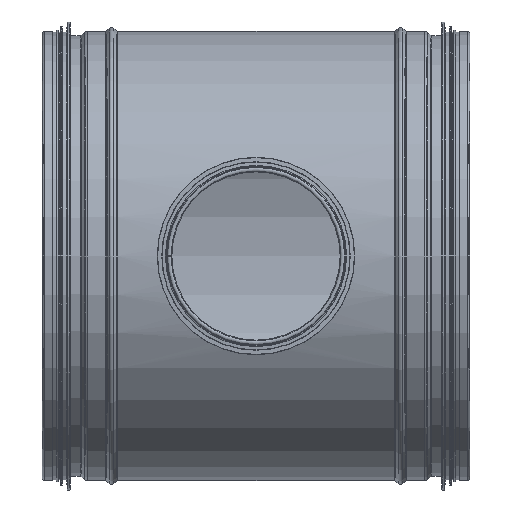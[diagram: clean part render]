
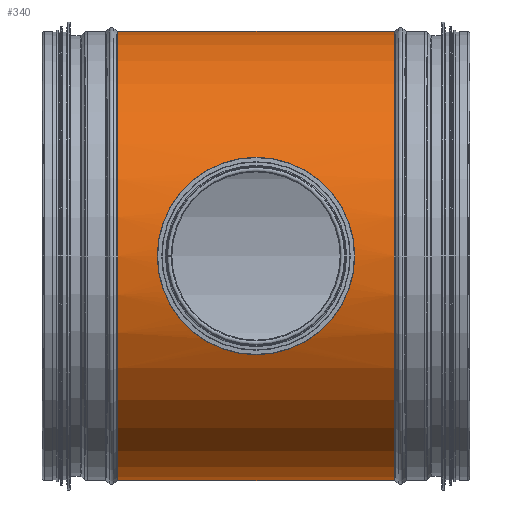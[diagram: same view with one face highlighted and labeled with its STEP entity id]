
A CAD part, left-side view. The second image highlights one B-rep face of the part: STEP entity #340.
In plain terms, the highlighted cylindrical face has radius 124.45 mm (diameter 248.9 mm), a full revolution.
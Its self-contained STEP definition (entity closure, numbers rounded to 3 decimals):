
#223=CARTESIAN_POINT('',(-114.127,118.0,49.626));
#224=VERTEX_POINT('',#223);
#261=CARTESIAN_POINT('',(-114.127,118.,49.627));
#262=CARTESIAN_POINT('',(-114.127,121.781,49.627));
#263=CARTESIAN_POINT('',(-114.505,129.344,48.769));
#264=CARTESIAN_POINT('',(-116.576,143.574,43.777));
#265=CARTESIAN_POINT('',(-120.152,156.372,33.617));
#266=CARTESIAN_POINT('',(-123.329,165.203,18.565));
#267=CARTESIAN_POINT('',(-124.703,168.653,3.817));
#268=CARTESIAN_POINT('',(-124.229,167.486,-11.343));
#269=CARTESIAN_POINT('',(-122.085,161.888,-25.317));
#270=CARTESIAN_POINT('',(-119.008,152.527,-36.907));
#271=CARTESIAN_POINT('',(-115.976,140.174,-45.309));
#272=CARTESIAN_POINT('',(-114.051,125.669,-49.813));
#273=CARTESIAN_POINT('',(-114.045,110.332,-49.81));
#274=CARTESIAN_POINT('',(-116.627,90.986,-43.817));
#275=CARTESIAN_POINT('',(-121.376,75.972,-29.981));
#276=CARTESIAN_POINT('',(-124.227,68.516,-11.342));
#277=CARTESIAN_POINT('',(-124.704,67.346,3.816));
#278=CARTESIAN_POINT('',(-123.329,70.797,18.565));
#279=CARTESIAN_POINT('',(-120.152,79.628,33.617));
#280=CARTESIAN_POINT('',(-116.576,92.426,43.777));
#281=CARTESIAN_POINT('',(-114.505,106.656,48.769));
#282=CARTESIAN_POINT('',(-114.127,114.219,49.627));
#283=CARTESIAN_POINT('',(-114.127,118.,49.627));
#284=B_SPLINE_CURVE_WITH_KNOTS('',3,(#261,#262,#263,#264,#265,#266,#267,#268,#269,#270,#271,#272,#273,#274,#275,#276,#277,#278,#279,#280,#281,#282,#283),.UNSPECIFIED.,.T.,.U.,(4,1,1,1,1,1,1,1,1,1,1,1,1,1,1,1,1,1,1,1,4),(-29.902,-28.834,-27.766,-25.63,-24.207,-22.783,-21.359,-19.935,-18.511,-17.087,-15.663,-14.239,-12.815,-9.967,-8.543,-7.12,-5.696,-4.272,-2.136,-1.068,0.0),.UNSPECIFIED.);
#285=EDGE_CURVE('',#224,#224,#284,.T.);
#310=CARTESIAN_POINT('',(0.0,79.75,0.0));
#311=DIRECTION('',(0.0,-1.0,0.0));
#312=DIRECTION('',(1.0,0.0,0.0));
#313=AXIS2_PLACEMENT_3D('',#310,#311,#312);
#314=CYLINDRICAL_SURFACE('',#313,124.45);
#315=CARTESIAN_POINT('',(124.45,194.5,0.0));
#316=VERTEX_POINT('',#315);
#317=CARTESIAN_POINT('',(0.0,194.5,0.0));
#318=DIRECTION('',(0.0,-1.0,0.0));
#319=DIRECTION('',(1.0,0.0,0.0));
#320=AXIS2_PLACEMENT_3D('',#317,#318,#319);
#321=CIRCLE('',#320,124.45);
#322=EDGE_CURVE('',#316,#316,#321,.T.);
#323=ORIENTED_EDGE('',*,*,#322,.T.);
#324=EDGE_LOOP('',(#323));
#325=FACE_OUTER_BOUND('',#324,.T.);
#326=CARTESIAN_POINT('',(124.45,41.5,0.0));
#327=VERTEX_POINT('',#326);
#328=CARTESIAN_POINT('',(0.0,41.5,0.0));
#329=DIRECTION('',(0.0,-1.0,0.0));
#330=DIRECTION('',(1.0,0.0,0.0));
#331=AXIS2_PLACEMENT_3D('',#328,#329,#330);
#332=CIRCLE('',#331,124.45);
#333=EDGE_CURVE('',#327,#327,#332,.T.);
#334=ORIENTED_EDGE('',*,*,#333,.F.);
#335=EDGE_LOOP('',(#334));
#336=FACE_BOUND('',#335,.T.);
#337=ORIENTED_EDGE('',*,*,#285,.F.);
#338=EDGE_LOOP('',(#337));
#339=FACE_BOUND('',#338,.T.);
#340=ADVANCED_FACE('',(#325,#336,#339),#314,.T.);
